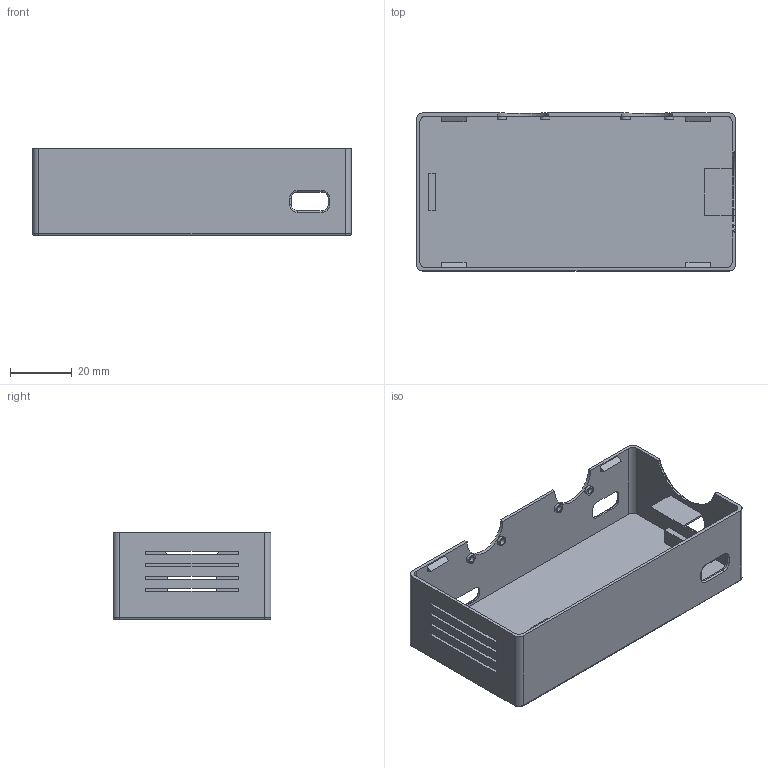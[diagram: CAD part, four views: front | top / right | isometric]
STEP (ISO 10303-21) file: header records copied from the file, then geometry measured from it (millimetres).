
FILE_DESCRIPTION(('FreeCAD Model'),'2;1');
FILE_NAME('Open CASCADE Shape Model','2025-06-16T20:12:03',(''),(''), 'Open CASCADE STEP processor 7.8','FreeCAD','Unknown');
FILE_SCHEMA(('AUTOMOTIVE_DESIGN { 1 0 10303 214 1 1 1 1 }'));
Length unit declared in the file: millimetre
Products named in the file (1): BodyBattery
Bounding box: 103 x 51 x 28 mm (x, y, z)
Volume: 17840.4 mm3; surface area: 25976.6 mm2
Topology: 1 solids, 1 shells, 156 faces, 389 edges, 246 vertices
Faces by surface type: plane 80, cylinder 55, torus 21
Full cylindrical faces by diameter (mm): 2 x4, 3 x4
Entity records: 9879 total; most frequent: CARTESIAN_POINT 1720, DIRECTION 1602, LINE 960, VECTOR 960, ORIENTED_EDGE 778, PCURVE 778, DEFINITIONAL_REPRESENTATION 778, EDGE_CURVE 389
